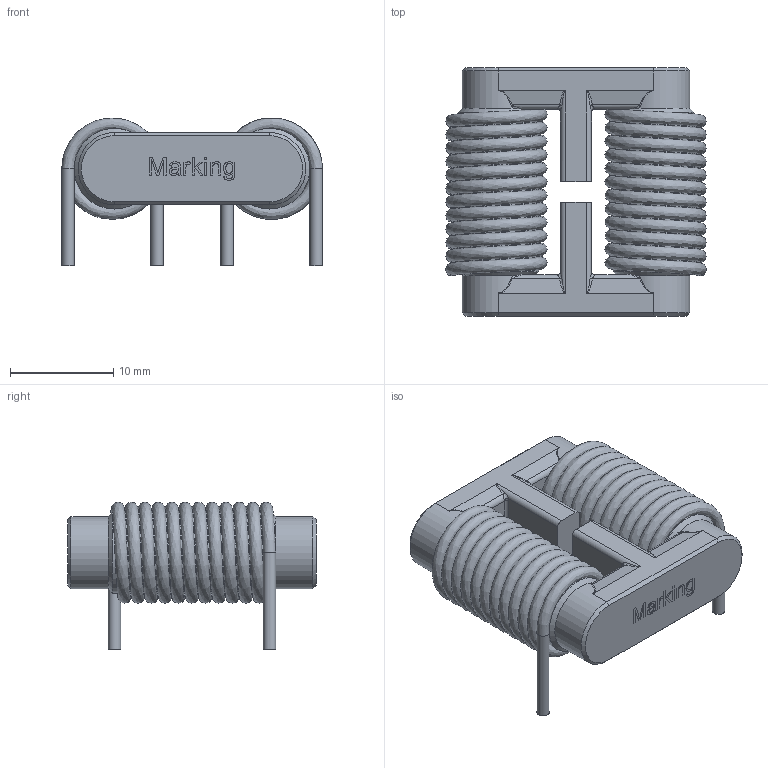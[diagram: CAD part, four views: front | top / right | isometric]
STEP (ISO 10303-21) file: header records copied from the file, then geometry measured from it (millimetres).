
FILE_DESCRIPTION(/* description */ ('Unknown'),/* implementation_level */ '2;1');
FILE_NAME(/* name */ '7448680120',/* time_stamp */ '2017-03-03T11:49:11+01:00',/* author */ ('Unknown'),/* organization */ ('Unknown'),/* preprocessor_version */ 'ST-DEVELOPER v16.7',/* originating_system */ 'DEX',/* authorisation */ $);
FILE_SCHEMA (('AUTOMOTIVE_DESIGN {1 0 10303 214 3 1 1}'));
Length unit declared in the file: millimetre
Products named in the file (7): 7448680120; Core; Marking; Coil-L; Coil-R; Glue-L; Glue-R
Assembly tree (7 placements, depth 2):
  7448680120
    Core  x2
    Marking
    Coil-L
    Coil-R
    Glue-L
    Glue-R
Bounding box: 25.21 x 24.01 x 14.3 mm (x, y, z)
Volume: 3690.6 mm3; surface area: 5939.2 mm2
Topology: 14 solids, 14 shells, 204 faces, 474 edges, 298 vertices
Faces by surface type: plane 102, bspline 50, cylinder 32, torus 12, cone 8
Full cylindrical faces by diameter (mm): 1.21 x4, 7 x6, 7.8 x2
Entity records: 7239 total; most frequent: CARTESIAN_POINT 3925, ORIENTED_EDGE 654, DIRECTION 509, EDGE_CURVE 327, VERTEX_POINT 218, AXIS2_PLACEMENT_3D 204, EDGE_LOOP 177, FACE_BOUND 177
